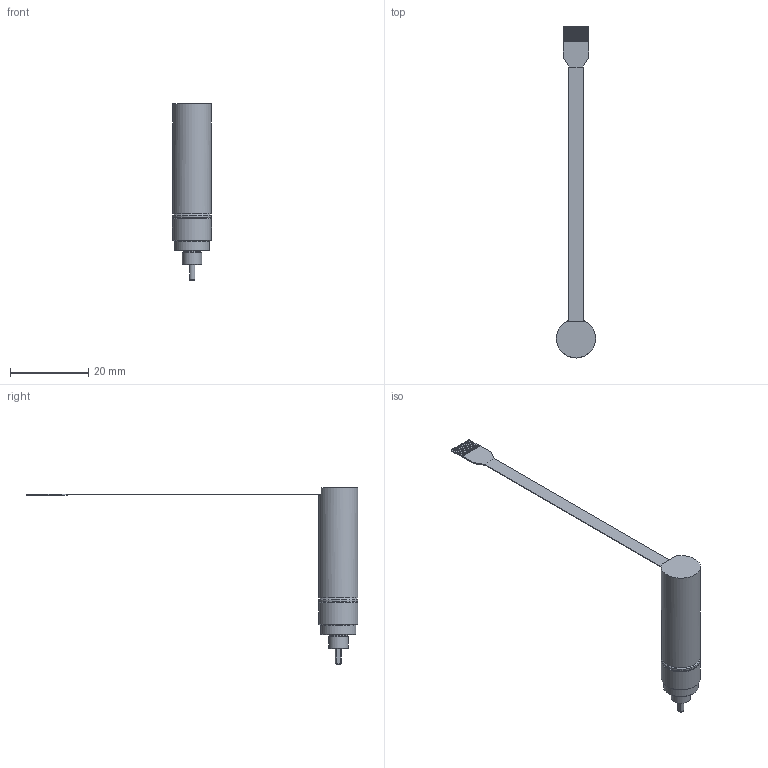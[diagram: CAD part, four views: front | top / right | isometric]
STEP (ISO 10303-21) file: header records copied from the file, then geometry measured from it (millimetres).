
FILE_DESCRIPTION(/* description */ (''),/* implementation_level */ '2;1');
FILE_NAME(/* name */ 'modul_product_id263.stp',/* time_stamp */ '2018-10-30T14:22:20+01:00',/* author */ ('Abdulhameed'),/* organization */ ('Micromotion GmbH Germany'),/* preprocessor_version */ 'ST-DEVELOPER v17.2',/* originating_system */ 'Autodesk Inventor 2019',/* authorisation */ '');
FILE_SCHEMA (('AUTOMOTIVE_DESIGN { 1 0 10303 214 3 1 1 }'));
Length unit declared in the file: millimetre
Products named in the file (1): model_product_id263
Bounding box: 10 x 85 x 45.15 mm (x, y, z)
Volume: 3036.5 mm3; surface area: 2082.7 mm2
Topology: 1 solids, 1 shells, 101 faces, 272 edges, 183 vertices
Faces by surface type: plane 75, cylinder 12, cone 10, torus 4
Full cylindrical faces by diameter (mm): 3 x1, 4.5 x1, 5 x2, 9 x1, 9.1 x1, 10 x3
Entity records: 3365 total; most frequent: CARTESIAN_POINT 561, ORIENTED_EDGE 544, DIRECTION 539, EDGE_CURVE 272, LINE 205, VECTOR 205, VERTEX_POINT 183, AXIS2_PLACEMENT_3D 167
